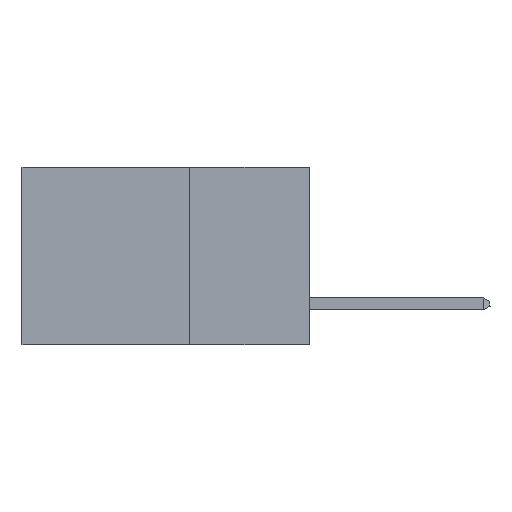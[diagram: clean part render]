
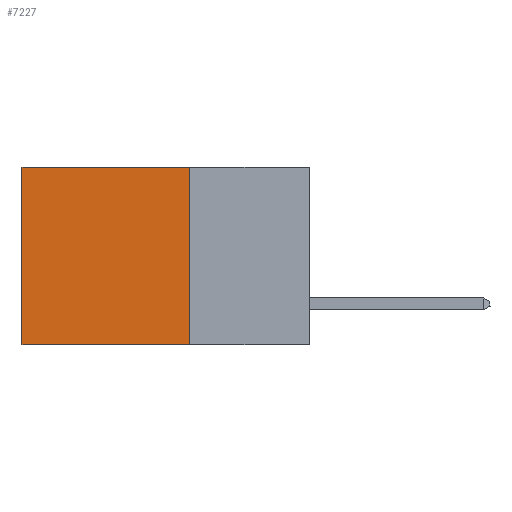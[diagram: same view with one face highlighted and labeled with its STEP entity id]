
A CAD part, left-side view. The second image highlights one B-rep face of the part: STEP entity #7227.
In plain terms, the highlighted planar face has unit normal (-1, 0, 0).
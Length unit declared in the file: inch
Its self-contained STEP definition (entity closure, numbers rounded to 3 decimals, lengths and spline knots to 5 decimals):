
#428 = LINE ( 'NONE', #17469, #5719 ) ;
#618 = LINE ( 'NONE', #29726, #16567 ) ;
#1000 = VERTEX_POINT ( 'NONE', #18379 ) ;
#1245 = ORIENTED_EDGE ( 'NONE', *, *, #11988, .F. ) ;
#1783 = CARTESIAN_POINT ( 'NONE',  ( 0.2875, 0.6, -0.37 ) ) ;
#2316 = DIRECTION ( 'NONE',  ( 0., 0., -1. ) ) ;
#2972 = AXIS2_PLACEMENT_3D ( 'NONE', #34942, #6939, #12880 ) ;
#3345 = EDGE_CURVE ( 'NONE', #8567, #10246, #618, .T. ) ;
#3968 = CARTESIAN_POINT ( 'NONE',  ( 0.2875, 0.6, 0. ) ) ;
#4800 = CARTESIAN_POINT ( 'NONE',  ( 0.2875, 0.25, 0. ) ) ;
#5561 = VECTOR ( 'NONE', #9990, 39.37008 ) ;
#5719 = VECTOR ( 'NONE', #25945, 39.37008 ) ;
#6939 = DIRECTION ( 'NONE',  ( 1., 0., 0. ) ) ;
#7062 = EDGE_LOOP ( 'NONE', ( #31255, #1245, #36433, #29824 ) ) ;
#7227 = ADVANCED_FACE ( 'NONE', ( #29954 ), #21280, .F. ) ;
#8195 = VERTEX_POINT ( 'NONE', #13798 ) ;
#8567 = VERTEX_POINT ( 'NONE', #3968 ) ;
#9629 = CARTESIAN_POINT ( 'NONE',  ( 0.2875, 0.25, -0.37 ) ) ;
#9990 = DIRECTION ( 'NONE',  ( 0., 1., 0. ) ) ;
#10246 = VERTEX_POINT ( 'NONE', #1783 ) ;
#11988 = EDGE_CURVE ( 'NONE', #1000, #10246, #36164, .T. ) ;
#12880 = DIRECTION ( 'NONE',  ( 0., 0., -1. ) ) ;
#13798 = CARTESIAN_POINT ( 'NONE',  ( 0.2875, 0.25, 0. ) ) ;
#14108 = VECTOR ( 'NONE', #15316, 39.37008 ) ;
#15316 = DIRECTION ( 'NONE',  ( 0., 1., 0. ) ) ;
#16567 = VECTOR ( 'NONE', #2316, 39.37008 ) ;
#17469 = CARTESIAN_POINT ( 'NONE',  ( 0.2875, 0.25, 0. ) ) ;
#18379 = CARTESIAN_POINT ( 'NONE',  ( 0.2875, 0.25, -0.37 ) ) ;
#19805 = EDGE_CURVE ( 'NONE', #8195, #1000, #428, .T. ) ;
#21280 = PLANE ( 'NONE',  #2972 ) ;
#22448 = EDGE_CURVE ( 'NONE', #8195, #8567, #27660, .T. ) ;
#25945 = DIRECTION ( 'NONE',  ( 0., 0., -1. ) ) ;
#27660 = LINE ( 'NONE', #4800, #5561 ) ;
#29726 = CARTESIAN_POINT ( 'NONE',  ( 0.2875, 0.6, 0. ) ) ;
#29824 = ORIENTED_EDGE ( 'NONE', *, *, #22448, .T. ) ;
#29954 = FACE_OUTER_BOUND ( 'NONE', #7062, .T. ) ;
#31255 = ORIENTED_EDGE ( 'NONE', *, *, #3345, .T. ) ;
#34942 = CARTESIAN_POINT ( 'NONE',  ( 0.2875, 0.25, 0. ) ) ;
#36164 = LINE ( 'NONE', #9629, #14108 ) ;
#36433 = ORIENTED_EDGE ( 'NONE', *, *, #19805, .F. ) ;
